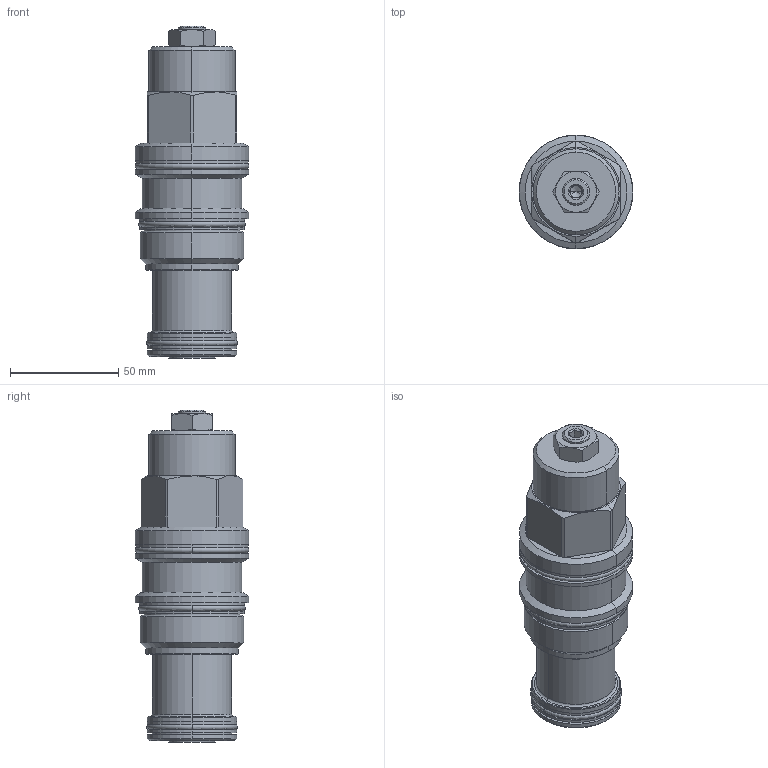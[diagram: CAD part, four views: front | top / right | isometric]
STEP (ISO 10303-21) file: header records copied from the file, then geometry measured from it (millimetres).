
FILE_DESCRIPTION((''),'2;1');
FILE_NAME('CBHA-LHN_PRT','2009-03-19T',('Administrator'),(''),'PRO/ENGINEER BY PARAMETRIC TECHNOLOGY CORPORATION, 2006240','PRO/ENGINEER BY PARAMETRIC TECHNOLOGY CORPORATION, 2006240','');
FILE_SCHEMA(('CONFIG_CONTROL_DESIGN'));
Length unit declared in the file: inch
Products named in the file (1): CBHA-LHN_PRT
Bounding box: 52.52 x 52.52 x 153.14 mm (x, y, z)
Volume: 215075.4 mm3; surface area: 31268.4 mm2
Topology: 3 solids, 5 shells, 178 faces, 394 edges, 239 vertices
Faces by surface type: cylinder 60, plane 48, cone 44, torus 16, revolution 10
Entity records: 5890 total; most frequent: CARTESIAN_POINT 1885, DIRECTION 874, ORIENTED_EDGE 780, EDGE_CURVE 390, AXIS2_PLACEMENT_3D 366, VERTEX_POINT 239, EDGE_LOOP 201, CIRCLE 198
